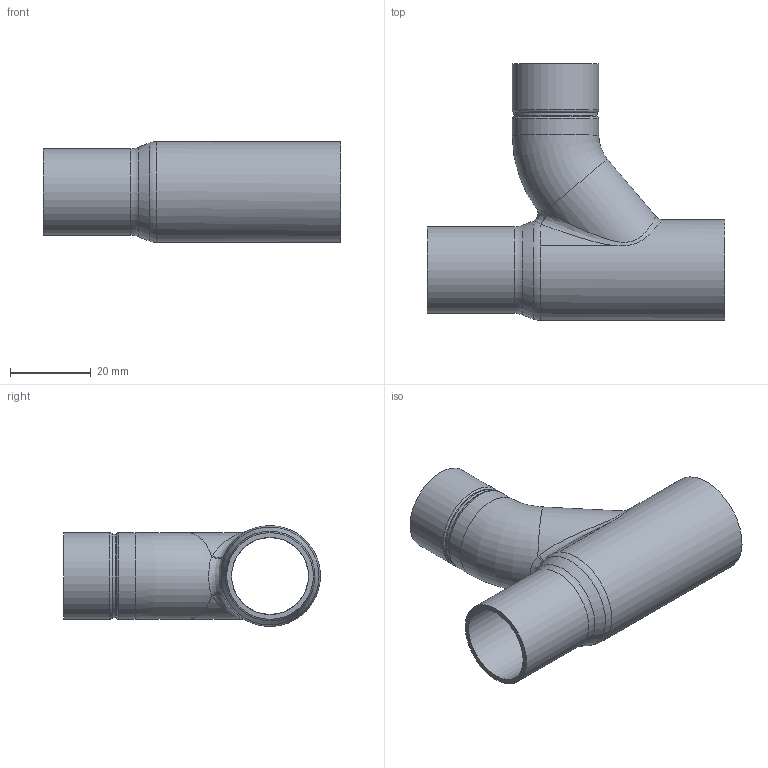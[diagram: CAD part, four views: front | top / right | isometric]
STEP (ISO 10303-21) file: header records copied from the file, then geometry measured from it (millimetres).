
FILE_DESCRIPTION(/* description */ (''),/* implementation_level */ '2;1');
FILE_NAME(/* name */ 'Dave Valve.stp',/* time_stamp */ '2020-03-22T14:11:11+01:00',/* author */ ('ISINNOVA-01'),/* organization */ (''),/* preprocessor_version */ 'ST-DEVELOPER v16.13',/* originating_system */ 'Autodesk Inventor 2018',/* authorisation */ '');
FILE_SCHEMA (('AUTOMOTIVE_DESIGN { 1 0 10303 214 3 1 1 }'));
Length unit declared in the file: millimetre
Products named in the file (1): Dave Valve
Bounding box: 73.84 x 63.72 x 25 mm (x, y, z)
Volume: 9288.2 mm3; surface area: 15678.4 mm2
Topology: 1 solids, 1 shells, 33 faces, 79 edges, 48 vertices
Faces by surface type: torus 11, cylinder 11, bspline 5, plane 3, cone 3
Full cylindrical faces by diameter (mm): 19.1 x3, 20.7 x1, 21.5 x3, 22.6 x1, 25 x1
Entity records: 1332 total; most frequent: CARTESIAN_POINT 712, DIRECTION 120, ORIENTED_EDGE 90, AXIS2_PLACEMENT_3D 60, EDGE_LOOP 58, EDGE_CURVE 45, VERTEX_POINT 37, FACE_OUTER_BOUND 32
